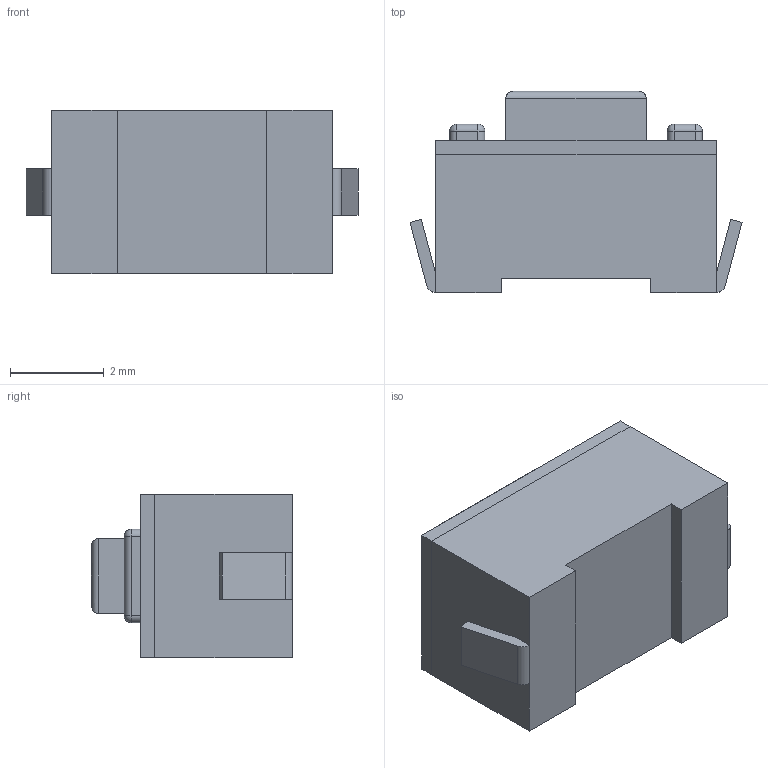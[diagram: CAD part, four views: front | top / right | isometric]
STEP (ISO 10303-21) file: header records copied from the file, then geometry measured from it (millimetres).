
FILE_DESCRIPTION (( 'STEP AP214' ), '1' );
FILE_NAME ('PTS636 SM43J SMTR LFS.STEP', '2020-03-10T21:54:23', ( '' ), ( '' ), 'SwSTEP 2.0', 'SolidWorks 2017', '' );
FILE_SCHEMA (( 'AUTOMOTIVE_DESIGN' ));
Length unit declared in the file: millimetre
Products named in the file (1): PTS636 SM43J SMTR LFS
Bounding box: 7.1 x 4.3 x 3.5 mm (x, y, z)
Volume: 71.6 mm3; surface area: 162.8 mm2
Topology: 4 solids, 4 shells, 93 faces, 226 edges, 136 vertices
Faces by surface type: plane 55, cylinder 30, sphere 8
Entity records: 2693 total; most frequent: CARTESIAN_POINT 460, DIRECTION 454, ORIENTED_EDGE 436, EDGE_CURVE 218, VECTOR 162, LINE 162, AXIS2_PLACEMENT_3D 146, VERTEX_POINT 136
